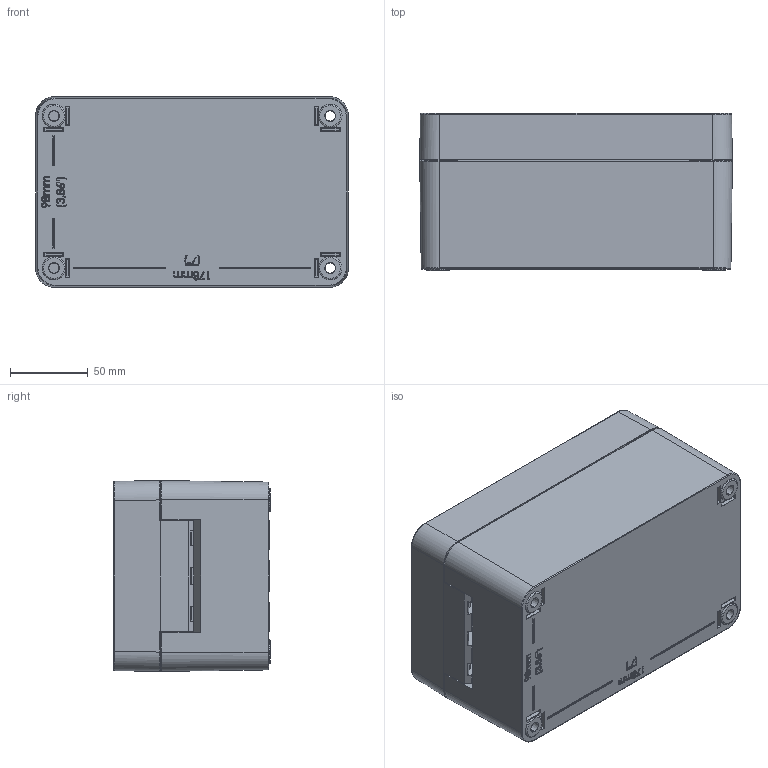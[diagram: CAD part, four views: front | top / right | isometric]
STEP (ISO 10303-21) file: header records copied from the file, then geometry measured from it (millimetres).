
FILE_DESCRIPTION (( 'STEP AP214' ), '1' );
FILE_NAME ('21122000.STEP', '2008-11-11T10:37:12', ( ' ' ), ( '' ), 'SwSTEP 2.0', 'SolidWorks 2008', '' );
FILE_SCHEMA (( 'AUTOMOTIVE_DESIGN' ));
Length unit declared in the file: millimetre
Products named in the file (9): 21122000; 94412_Standard; 94144_Vorspannung; 25301_Standard; 86234_Standard; 86233_Standard; 83010_Standard; 26301_Standard
Assembly tree (15 placements, depth 3):
  21122000
    83010_Standard  x2
    26301_Standard
    94412_Standard  x2
    25301_Standard
      25301_Standard
      86234_Standard  x2
      86233_Standard  x4
    94144_Vorspannung  x2
Bounding box: 201.5 x 101.1 x 123 mm (x, y, z)
Volume: 244786.5 mm3; surface area: 254779.2 mm2
Topology: 13 solids, 14 shells, 3178 faces, 7449 edges, 3923 vertices
Faces by surface type: bspline 1283, cylinder 956, plane 533, sphere 225, cone 96, torus 85
Entity records: 145414 total; most frequent: CARTESIAN_POINT 91532, ORIENTED_EDGE 12868, DIRECTION 8619, EDGE_CURVE 6434, VERTEX_POINT 3585, AXIS2_PLACEMENT_3D 3307, EDGE_LOOP 3025, FACE_OUTER_BOUND 2933
